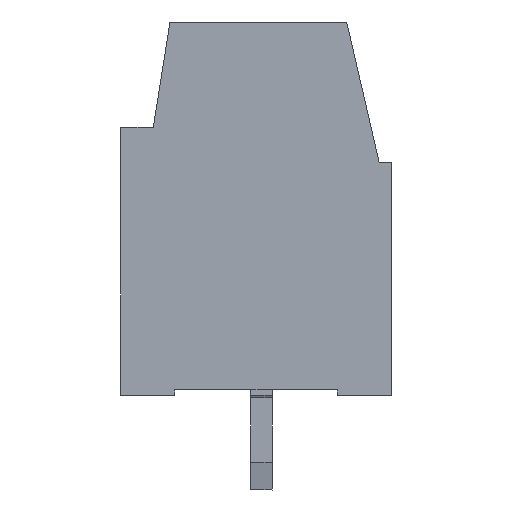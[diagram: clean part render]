
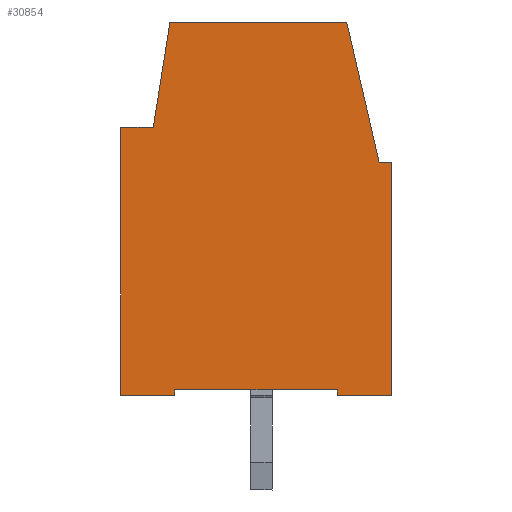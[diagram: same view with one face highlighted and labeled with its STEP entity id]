
A CAD part, left-side view. The second image highlights one B-rep face of the part: STEP entity #30854.
In plain terms, the highlighted planar face has unit normal (-1, 0, 0).
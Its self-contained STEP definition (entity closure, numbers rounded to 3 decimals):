
#30762=AXIS2_PLACEMENT_3D('Plane Axis2P3D',#30759,#30760,#30761) ;
#30370=CARTESIAN_POINT('Vertex',(0.,0.,12.101)) ;
#30373=CARTESIAN_POINT('Line Origine',(0.,0.,7.8)) ;
#30377=CARTESIAN_POINT('Vertex',(0.,0.,3.5)) ;
#30743=CARTESIAN_POINT('Vertex',(0.,0.445,12.1)) ;
#30746=CARTESIAN_POINT('Line Origine',(0.,0.223,12.1)) ;
#30759=CARTESIAN_POINT('Axis2P3D Location',(0.,3.449,14.)) ;
#30764=CARTESIAN_POINT('Line Origine',(0.,1.027,14.623)) ;
#30768=CARTESIAN_POINT('Vertex',(0.,1.609,17.145)) ;
#30771=CARTESIAN_POINT('Line Origine',(0.,1.627,17.223)) ;
#30775=CARTESIAN_POINT('Vertex',(0.,1.645,17.3)) ;
#30778=CARTESIAN_POINT('Line Origine',(0.,4.913,17.3)) ;
#30782=CARTESIAN_POINT('Vertex',(0.,8.181,17.301)) ;
#30785=CARTESIAN_POINT('Line Origine',(0.,8.49,15.351)) ;
#30789=CARTESIAN_POINT('Vertex',(0.,8.799,13.401)) ;
#30792=CARTESIAN_POINT('Line Origine',(0.,9.399,13.401)) ;
#30796=CARTESIAN_POINT('Vertex',(0.,9.999,13.401)) ;
#30799=CARTESIAN_POINT('Line Origine',(0.,10.,8.451)) ;
#30803=CARTESIAN_POINT('Vertex',(0.,10.,3.501)) ;
#30806=CARTESIAN_POINT('Line Origine',(0.,9.,3.501)) ;
#30810=CARTESIAN_POINT('Vertex',(0.,8.,3.501)) ;
#30813=CARTESIAN_POINT('Line Origine',(0.,8.,3.601)) ;
#30817=CARTESIAN_POINT('Vertex',(0.,8.,3.701)) ;
#30820=CARTESIAN_POINT('Line Origine',(0.,5.,3.7)) ;
#30824=CARTESIAN_POINT('Vertex',(0.,2.,3.7)) ;
#30827=CARTESIAN_POINT('Line Origine',(0.,2.,3.6)) ;
#30831=CARTESIAN_POINT('Vertex',(0.,2.,3.5)) ;
#30834=CARTESIAN_POINT('Line Origine',(0.,1.,3.5)) ;
#30374=DIRECTION('Vector Direction',(0.,0.,1.)) ;
#30747=DIRECTION('Vector Direction',(0.,-1.,0.001)) ;
#30760=DIRECTION('Axis2P3D Direction',(1.,0.,0.)) ;
#30761=DIRECTION('Axis2P3D XDirection',(0.,1.,0.)) ;
#30765=DIRECTION('Vector Direction',(0.,0.225,0.974)) ;
#30772=DIRECTION('Vector Direction',(0.,0.225,0.974)) ;
#30779=DIRECTION('Vector Direction',(0.,-1.,0.)) ;
#30786=DIRECTION('Vector Direction',(0.,0.157,-0.988)) ;
#30793=DIRECTION('Vector Direction',(0.,-1.,0.)) ;
#30800=DIRECTION('Vector Direction',(0.,0.,-1.)) ;
#30807=DIRECTION('Vector Direction',(0.,-1.,0.)) ;
#30814=DIRECTION('Vector Direction',(0.,0.,1.)) ;
#30821=DIRECTION('Vector Direction',(0.,-1.,0.)) ;
#30828=DIRECTION('Vector Direction',(0.,0.,-1.)) ;
#30835=DIRECTION('Vector Direction',(0.,-1.,0.)) ;
#30375=VECTOR('Line Direction',#30374,1.) ;
#30748=VECTOR('Line Direction',#30747,1.) ;
#30766=VECTOR('Line Direction',#30765,1.) ;
#30773=VECTOR('Line Direction',#30772,1.) ;
#30780=VECTOR('Line Direction',#30779,1.) ;
#30787=VECTOR('Line Direction',#30786,1.) ;
#30794=VECTOR('Line Direction',#30793,1.) ;
#30801=VECTOR('Line Direction',#30800,1.) ;
#30808=VECTOR('Line Direction',#30807,1.) ;
#30815=VECTOR('Line Direction',#30814,1.) ;
#30822=VECTOR('Line Direction',#30821,1.) ;
#30829=VECTOR('Line Direction',#30828,1.) ;
#30836=VECTOR('Line Direction',#30835,1.) ;
#30840=ORIENTED_EDGE('',*,*,#30379,.T.) ;
#30841=ORIENTED_EDGE('',*,*,#30750,.F.) ;
#30842=ORIENTED_EDGE('',*,*,#30770,.T.) ;
#30843=ORIENTED_EDGE('',*,*,#30777,.T.) ;
#30844=ORIENTED_EDGE('',*,*,#30784,.F.) ;
#30845=ORIENTED_EDGE('',*,*,#30791,.T.) ;
#30846=ORIENTED_EDGE('',*,*,#30798,.F.) ;
#30847=ORIENTED_EDGE('',*,*,#30805,.T.) ;
#30848=ORIENTED_EDGE('',*,*,#30812,.T.) ;
#30849=ORIENTED_EDGE('',*,*,#30819,.T.) ;
#30850=ORIENTED_EDGE('',*,*,#30826,.T.) ;
#30851=ORIENTED_EDGE('',*,*,#30833,.T.) ;
#30852=ORIENTED_EDGE('',*,*,#30838,.T.) ;
#30854=ADVANCED_FACE('COVER',(#30853),#30763,.F.) ;
#30379=EDGE_CURVE('',#30378,#30371,#30376,.T.) ;
#30750=EDGE_CURVE('',#30744,#30371,#30749,.T.) ;
#30770=EDGE_CURVE('',#30744,#30769,#30767,.T.) ;
#30777=EDGE_CURVE('',#30769,#30776,#30774,.T.) ;
#30784=EDGE_CURVE('',#30783,#30776,#30781,.T.) ;
#30791=EDGE_CURVE('',#30783,#30790,#30788,.T.) ;
#30798=EDGE_CURVE('',#30797,#30790,#30795,.T.) ;
#30805=EDGE_CURVE('',#30797,#30804,#30802,.T.) ;
#30812=EDGE_CURVE('',#30804,#30811,#30809,.T.) ;
#30819=EDGE_CURVE('',#30811,#30818,#30816,.T.) ;
#30826=EDGE_CURVE('',#30818,#30825,#30823,.T.) ;
#30833=EDGE_CURVE('',#30825,#30832,#30830,.T.) ;
#30838=EDGE_CURVE('',#30832,#30378,#30837,.T.) ;
#30839=EDGE_LOOP('',(#30840,#30841,#30842,#30843,#30844,#30845,#30846,#30847,#30848,#30849,#30850,#30851,#30852)) ;
#30853=FACE_OUTER_BOUND('',#30839,.T.) ;
#30376=LINE('Line',#30373,#30375) ;
#30749=LINE('Line',#30746,#30748) ;
#30767=LINE('Line',#30764,#30766) ;
#30774=LINE('Line',#30771,#30773) ;
#30781=LINE('Line',#30778,#30780) ;
#30788=LINE('Line',#30785,#30787) ;
#30795=LINE('Line',#30792,#30794) ;
#30802=LINE('Line',#30799,#30801) ;
#30809=LINE('Line',#30806,#30808) ;
#30816=LINE('Line',#30813,#30815) ;
#30823=LINE('Line',#30820,#30822) ;
#30830=LINE('Line',#30827,#30829) ;
#30837=LINE('Line',#30834,#30836) ;
#30763=PLANE('',#30762) ;
#30371=VERTEX_POINT('',#30370) ;
#30378=VERTEX_POINT('',#30377) ;
#30744=VERTEX_POINT('',#30743) ;
#30769=VERTEX_POINT('',#30768) ;
#30776=VERTEX_POINT('',#30775) ;
#30783=VERTEX_POINT('',#30782) ;
#30790=VERTEX_POINT('',#30789) ;
#30797=VERTEX_POINT('',#30796) ;
#30804=VERTEX_POINT('',#30803) ;
#30811=VERTEX_POINT('',#30810) ;
#30818=VERTEX_POINT('',#30817) ;
#30825=VERTEX_POINT('',#30824) ;
#30832=VERTEX_POINT('',#30831) ;
